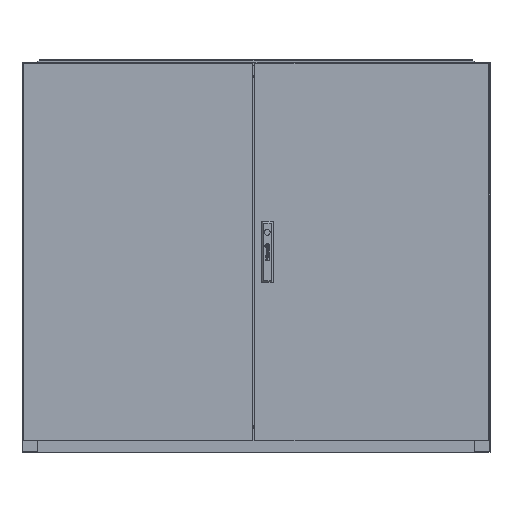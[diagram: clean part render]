
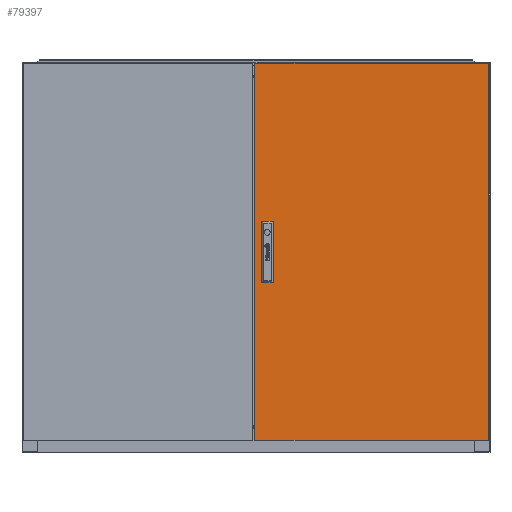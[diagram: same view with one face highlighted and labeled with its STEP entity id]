
A CAD part, top view. The second image highlights one B-rep face of the part: STEP entity #79397.
In plain terms, the highlighted planar face has unit normal (0, 0, 1).
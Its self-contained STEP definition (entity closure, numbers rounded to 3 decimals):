
#2605 = ORIENTED_EDGE ( 'NONE', *, *, #12787, .T. ) ;
#2973 = CARTESIAN_POINT ( 'NONE',  ( -283.2, -78.5, 0. ) ) ;
#3654 = CARTESIAN_POINT ( 'NONE',  ( -283.2, -78.5, 0. ) ) ;
#10473 = CARTESIAN_POINT ( 'NONE',  ( -283.2, 78.5, 0. ) ) ;
#12764 = VECTOR ( 'NONE', #106681, 1000. ) ;
#12787 = EDGE_CURVE ( 'NONE', #105951, #78597, #97987, .T. ) ;
#13148 = CARTESIAN_POINT ( 'NONE',  ( -300., 483.5, 0. ) ) ;
#13634 = EDGE_CURVE ( 'NONE', #61473, #17070, #75410, .T. ) ;
#13807 = CARTESIAN_POINT ( 'NONE',  ( -252.8, 0., 0. ) ) ;
#15008 = VERTEX_POINT ( 'NONE', #92352 ) ;
#16142 = FACE_OUTER_BOUND ( 'NONE', #120143, .T. ) ;
#17070 = VERTEX_POINT ( 'NONE', #104273 ) ;
#18473 = CARTESIAN_POINT ( 'NONE',  ( -300., 483.5, 0. ) ) ;
#18679 = LINE ( 'NONE', #38983, #118966 ) ;
#19054 = FACE_BOUND ( 'NONE', #112006, .T. ) ;
#19700 = VECTOR ( 'NONE', #108162, 1000. ) ;
#21284 = VECTOR ( 'NONE', #92811, 1000. ) ;
#21445 = DIRECTION ( 'NONE',  ( 1., 0., 0. ) ) ;
#23596 = VERTEX_POINT ( 'NONE', #2973 ) ;
#23938 = ORIENTED_EDGE ( 'NONE', *, *, #106107, .T. ) ;
#24544 = LINE ( 'NONE', #58965, #46676 ) ;
#25764 = VECTOR ( 'NONE', #29011, 1000. ) ;
#25872 = ORIENTED_EDGE ( 'NONE', *, *, #83521, .T. ) ;
#26533 = CARTESIAN_POINT ( 'NONE',  ( 300., -483.5, 0. ) ) ;
#26711 = DIRECTION ( 'NONE',  ( 0., 0., 1. ) ) ;
#26900 = CARTESIAN_POINT ( 'NONE',  ( 300., 483.5, 0. ) ) ;
#27973 = DIRECTION ( 'NONE',  ( 0., -1., 0. ) ) ;
#28519 = ORIENTED_EDGE ( 'NONE', *, *, #49307, .T. ) ;
#28551 = CARTESIAN_POINT ( 'NONE',  ( -252.8, 78.5, 0. ) ) ;
#29011 = DIRECTION ( 'NONE',  ( 1., 0., 0. ) ) ;
#29298 = EDGE_CURVE ( 'NONE', #78597, #81726, #44773, .T. ) ;
#30493 = CARTESIAN_POINT ( 'NONE',  ( 300., 483.5, 0. ) ) ;
#36657 = LINE ( 'NONE', #18473, #103002 ) ;
#38983 = CARTESIAN_POINT ( 'NONE',  ( -283.2, 0., 0. ) ) ;
#44773 = LINE ( 'NONE', #13807, #19700 ) ;
#46676 = VECTOR ( 'NONE', #21445, 1000. ) ;
#49307 = EDGE_CURVE ( 'NONE', #17070, #15008, #36657, .T. ) ;
#58965 = CARTESIAN_POINT ( 'NONE',  ( -300., -483.5, 0. ) ) ;
#61473 = VERTEX_POINT ( 'NONE', #30493 ) ;
#61542 = ORIENTED_EDGE ( 'NONE', *, *, #98271, .F. ) ;
#64031 = AXIS2_PLACEMENT_3D ( 'NONE', #82678, #26711, #92626 ) ;
#71268 = ORIENTED_EDGE ( 'NONE', *, *, #102212, .F. ) ;
#72923 = ORIENTED_EDGE ( 'NONE', *, *, #29298, .T. ) ;
#75410 = LINE ( 'NONE', #13148, #81316 ) ;
#78597 = VERTEX_POINT ( 'NONE', #28551 ) ;
#79397 = ADVANCED_FACE ( 'NONE', ( #16142, #19054 ), #120697, .T. ) ;
#81316 = VECTOR ( 'NONE', #88547, 1000. ) ;
#81726 = VERTEX_POINT ( 'NONE', #101819 ) ;
#82678 = CARTESIAN_POINT ( 'NONE',  ( 0., 0., 0. ) ) ;
#83521 = EDGE_CURVE ( 'NONE', #96791, #61473, #93543, .T. ) ;
#84923 = LINE ( 'NONE', #3654, #12764 ) ;
#88547 = DIRECTION ( 'NONE',  ( -1., 0., 0. ) ) ;
#92352 = CARTESIAN_POINT ( 'NONE',  ( -300., -483.5, 0. ) ) ;
#92626 = DIRECTION ( 'NONE',  ( 1., 0., 0. ) ) ;
#92811 = DIRECTION ( 'NONE',  ( 0., 1., 0. ) ) ;
#93543 = LINE ( 'NONE', #26900, #21284 ) ;
#95356 = DIRECTION ( 'NONE',  ( 0., -1., 0. ) ) ;
#96791 = VERTEX_POINT ( 'NONE', #26533 ) ;
#97987 = LINE ( 'NONE', #10473, #25764 ) ;
#98271 = EDGE_CURVE ( 'NONE', #105951, #23596, #18679, .T. ) ;
#101819 = CARTESIAN_POINT ( 'NONE',  ( -252.8, -78.5, 0. ) ) ;
#102212 = EDGE_CURVE ( 'NONE', #23596, #81726, #84923, .T. ) ;
#102783 = ORIENTED_EDGE ( 'NONE', *, *, #13634, .T. ) ;
#103002 = VECTOR ( 'NONE', #27973, 1000. ) ;
#104273 = CARTESIAN_POINT ( 'NONE',  ( -300., 483.5, 0. ) ) ;
#105951 = VERTEX_POINT ( 'NONE', #120411 ) ;
#106107 = EDGE_CURVE ( 'NONE', #15008, #96791, #24544, .T. ) ;
#106681 = DIRECTION ( 'NONE',  ( 1., 0., 0. ) ) ;
#108162 = DIRECTION ( 'NONE',  ( 0., -1., 0. ) ) ;
#112006 = EDGE_LOOP ( 'NONE', ( #61542, #2605, #72923, #71268 ) ) ;
#118966 = VECTOR ( 'NONE', #95356, 1000. ) ;
#120143 = EDGE_LOOP ( 'NONE', ( #25872, #102783, #28519, #23938 ) ) ;
#120411 = CARTESIAN_POINT ( 'NONE',  ( -283.2, 78.5, 0. ) ) ;
#120697 = PLANE ( 'NONE',  #64031 ) ;
